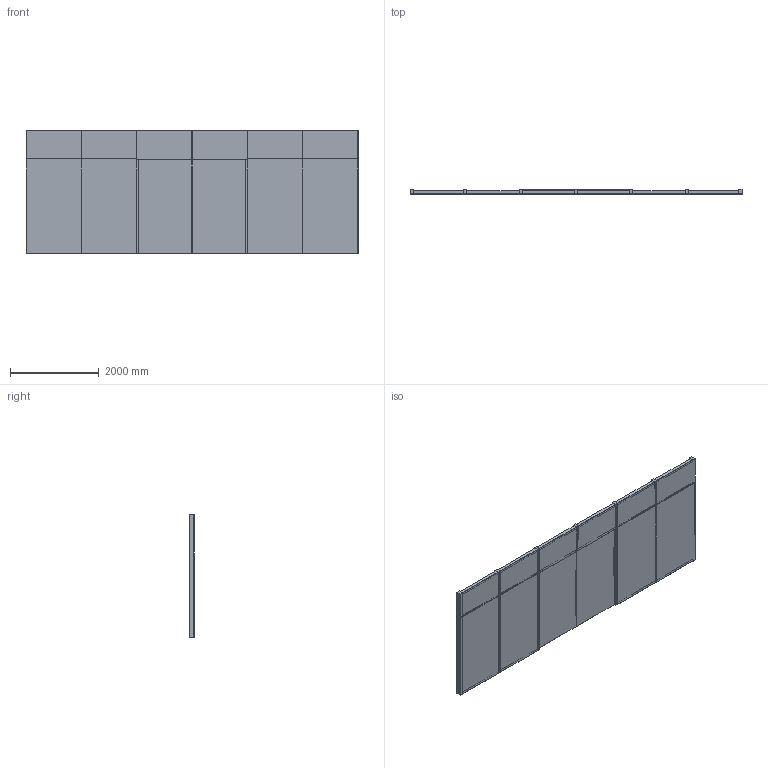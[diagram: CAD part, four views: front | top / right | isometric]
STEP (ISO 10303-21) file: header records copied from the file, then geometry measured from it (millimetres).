
FILE_DESCRIPTION(('FreeCAD Model'),'2;1');
FILE_NAME('glass skin 6 modules and doors.step','2016-10-04T17:09:08',('Author'),(''), 'Open CASCADE STEP processor 6.8','FreeCAD','Unknown');
FILE_SCHEMA(('AUTOMOTIVE_DESIGN_CC2 { 1 2 10303 214 -1 1 5 4 }'));
Length unit declared in the file: millimetre
Products named in the file (2): ASSEMBLY; glass_skin_6_modules_and_doors
Assembly tree (1 placements, depth 2):
  ASSEMBLY
    glass_skin_6_modules_and_doors
Bounding box: 7498 x 110 x 2798 mm (x, y, z)
Volume: 398071195 mm3; surface area: 52816779 mm2
Topology: 35 solids, 35 shells, 210 faces, 420 edges, 280 vertices
Faces by surface type: plane 210
Entity records: 12217 total; most frequent: CARTESIAN_POINT 1752, DIRECTION 1684, LINE 1260, VECTOR 1260, ORIENTED_EDGE 840, PCURVE 840, DEFINITIONAL_REPRESENTATION 840, EDGE_CURVE 420
